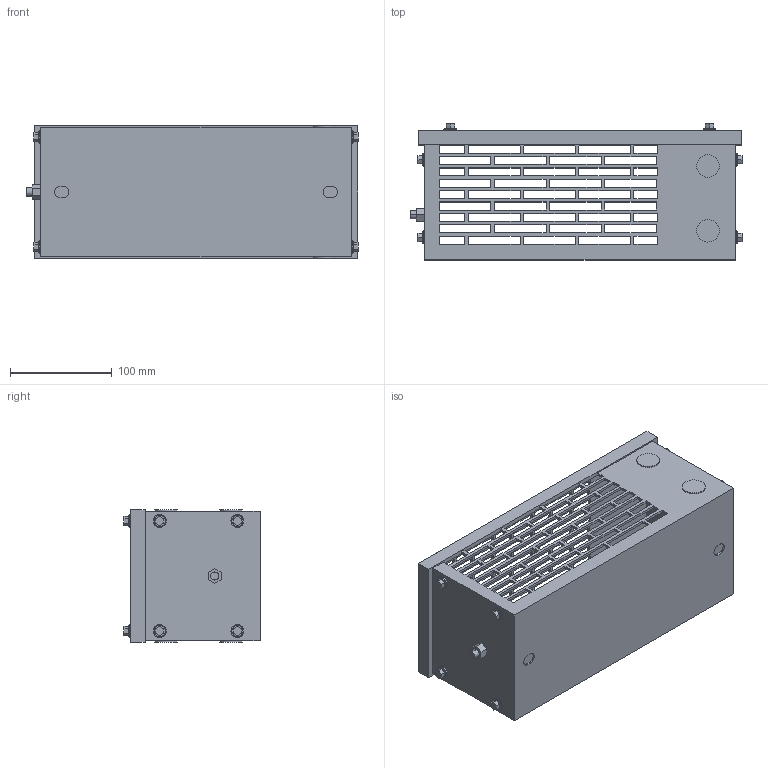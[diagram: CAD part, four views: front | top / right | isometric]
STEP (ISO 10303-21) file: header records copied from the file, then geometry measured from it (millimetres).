
FILE_DESCRIPTION (( 'STEP AP214' ), '1' );
FILE_NAME ('BR-N1-280W50.STEP', '2024-06-10T21:06:32', ( '' ), ( '' ), 'SwSTEP 2.0', 'SolidWorks 2021', '' );
FILE_SCHEMA (( 'AUTOMOTIVE_DESIGN' ));
Length unit declared in the file: inch
Products named in the file (1): BR-N1-280W50
Bounding box: 325.55 x 133.46 x 130.18 mm (x, y, z)
Volume: 370418.7 mm3; surface area: 330156.2 mm2
Topology: 30 solids, 30 shells, 753 faces, 2052 edges, 1368 vertices
Faces by surface type: plane 659, cylinder 94
Entity records: 24365 total; most frequent: CARTESIAN_POINT 4174, ORIENTED_EDGE 4104, DIRECTION 3748, EDGE_CURVE 2052, VECTOR 1864, LINE 1864, VERTEX_POINT 1368, EDGE_LOOP 1038
